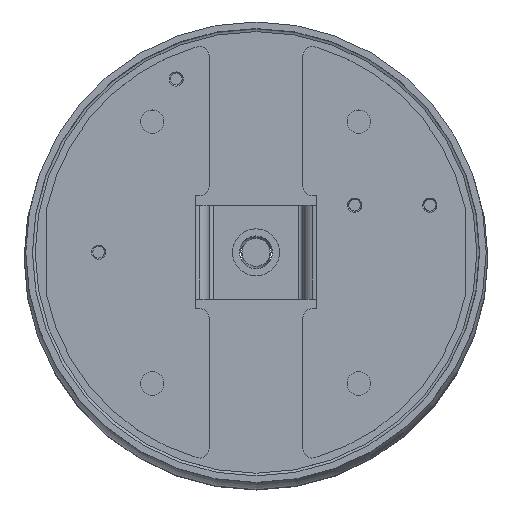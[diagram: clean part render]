
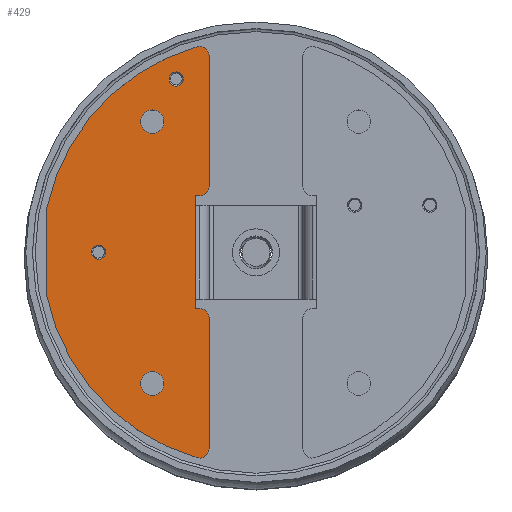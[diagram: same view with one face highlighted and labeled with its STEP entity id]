
A CAD part, top view. The second image highlights one B-rep face of the part: STEP entity #429.
In plain terms, the highlighted planar face has unit normal (0, 0, 1).
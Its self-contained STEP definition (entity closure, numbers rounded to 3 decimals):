
#117=LINE('',#3090,#201);
#118=LINE('',#3095,#202);
#119=LINE('',#3097,#203);
#120=LINE('',#3098,#204);
#121=LINE('',#3099,#205);
#122=LINE('',#3101,#206);
#123=LINE('',#3105,#207);
#124=LINE('',#3111,#208);
#201=VECTOR('',#2476,1.);
#202=VECTOR('',#2479,1.);
#203=VECTOR('',#2480,1.);
#204=VECTOR('',#2481,1.);
#205=VECTOR('',#2482,1.);
#206=VECTOR('',#2483,1.);
#207=VECTOR('',#2486,1.);
#208=VECTOR('',#2491,1.);
#429=ADVANCED_FACE('',(#624,#625,#626,#627,#628),#545,.T.);
#545=PLANE('',#2072);
#624=FACE_BOUND('',#830,.T.);
#625=FACE_BOUND('',#831,.T.);
#626=FACE_BOUND('',#832,.T.);
#627=FACE_BOUND('',#833,.T.);
#628=FACE_BOUND('',#834,.T.);
#830=EDGE_LOOP('',(#1158));
#831=EDGE_LOOP('',(#1159));
#832=EDGE_LOOP('',(#1160));
#833=EDGE_LOOP('',(#1161));
#834=EDGE_LOOP('',(#1162,#1163,#1164,#1165,#1166,#1167,#1168,#1169,#1170,
#1171,#1172,#1173,#1174,#1175));
#1158=ORIENTED_EDGE('',*,*,#1716,.T.);
#1159=ORIENTED_EDGE('',*,*,#1717,.T.);
#1160=ORIENTED_EDGE('',*,*,#1718,.F.);
#1161=ORIENTED_EDGE('',*,*,#1719,.F.);
#1162=ORIENTED_EDGE('',*,*,#1720,.F.);
#1163=ORIENTED_EDGE('',*,*,#1721,.T.);
#1164=ORIENTED_EDGE('',*,*,#1722,.F.);
#1165=ORIENTED_EDGE('',*,*,#1723,.F.);
#1166=ORIENTED_EDGE('',*,*,#1724,.T.);
#1167=ORIENTED_EDGE('',*,*,#1725,.F.);
#1168=ORIENTED_EDGE('',*,*,#1726,.F.);
#1169=ORIENTED_EDGE('',*,*,#1727,.T.);
#1170=ORIENTED_EDGE('',*,*,#1728,.F.);
#1171=ORIENTED_EDGE('',*,*,#1729,.T.);
#1172=ORIENTED_EDGE('',*,*,#1730,.F.);
#1173=ORIENTED_EDGE('',*,*,#1731,.F.);
#1174=ORIENTED_EDGE('',*,*,#1732,.F.);
#1175=ORIENTED_EDGE('',*,*,#1733,.T.);
#1459=VERTEX_POINT('',#2919);
#1476=VERTEX_POINT('',#2953);
#1525=VERTEX_POINT('',#3083);
#1526=VERTEX_POINT('',#3085);
#1527=VERTEX_POINT('',#3087);
#1528=VERTEX_POINT('',#3089);
#1529=VERTEX_POINT('',#3091);
#1530=VERTEX_POINT('',#3092);
#1531=VERTEX_POINT('',#3094);
#1532=VERTEX_POINT('',#3096);
#1533=VERTEX_POINT('',#3100);
#1534=VERTEX_POINT('',#3102);
#1535=VERTEX_POINT('',#3104);
#1536=VERTEX_POINT('',#3106);
#1537=VERTEX_POINT('',#3108);
#1538=VERTEX_POINT('',#3110);
#1539=VERTEX_POINT('',#3112);
#1540=VERTEX_POINT('',#3114);
#1716=EDGE_CURVE('',#1525,#1525,#1891,.T.);
#1717=EDGE_CURVE('',#1526,#1526,#1892,.T.);
#1718=EDGE_CURVE('',#1527,#1527,#1893,.T.);
#1719=EDGE_CURVE('',#1528,#1528,#1894,.T.);
#1720=EDGE_CURVE('',#1529,#1530,#117,.T.);
#1721=EDGE_CURVE('',#1529,#1531,#1895,.T.);
#1722=EDGE_CURVE('',#1532,#1531,#118,.T.);
#1723=EDGE_CURVE('',#1476,#1532,#119,.T.);
#1724=EDGE_CURVE('',#1476,#1459,#120,.T.);
#1725=EDGE_CURVE('',#1533,#1459,#121,.T.);
#1726=EDGE_CURVE('',#1534,#1533,#122,.T.);
#1727=EDGE_CURVE('',#1534,#1535,#1896,.T.);
#1728=EDGE_CURVE('',#1536,#1535,#123,.T.);
#1729=EDGE_CURVE('',#1536,#1537,#1897,.T.);
#1730=EDGE_CURVE('',#1538,#1537,#1898,.T.);
#1731=EDGE_CURVE('',#1539,#1538,#124,.T.);
#1732=EDGE_CURVE('',#1540,#1539,#1899,.T.);
#1733=EDGE_CURVE('',#1540,#1530,#1900,.T.);
#1891=CIRCLE('',#2062,1.5);
#1892=CIRCLE('',#2063,1.5);
#1893=CIRCLE('',#2064,2.5);
#1894=CIRCLE('',#2065,2.5);
#1895=CIRCLE('',#2066,2.);
#1896=CIRCLE('',#2067,2.);
#1897=CIRCLE('',#2068,2.);
#1898=CIRCLE('',#2069,45.5);
#1899=CIRCLE('',#2070,45.5);
#1900=CIRCLE('',#2071,2.);
#2062=AXIS2_PLACEMENT_3D('',#3082,#2468,#2469);
#2063=AXIS2_PLACEMENT_3D('',#3084,#2470,#2471);
#2064=AXIS2_PLACEMENT_3D('',#3086,#2472,#2473);
#2065=AXIS2_PLACEMENT_3D('',#3088,#2474,#2475);
#2066=AXIS2_PLACEMENT_3D('',#3093,#2477,#2478);
#2067=AXIS2_PLACEMENT_3D('',#3103,#2484,#2485);
#2068=AXIS2_PLACEMENT_3D('',#3107,#2487,#2488);
#2069=AXIS2_PLACEMENT_3D('',#3109,#2489,#2490);
#2070=AXIS2_PLACEMENT_3D('',#3113,#2492,#2493);
#2071=AXIS2_PLACEMENT_3D('',#3115,#2494,#2495);
#2072=AXIS2_PLACEMENT_3D('',#3116,#2496,#2497);
#2468=DIRECTION('',(0.,0.,-1.));
#2469=DIRECTION('',(1.,0.,0.));
#2470=DIRECTION('',(0.,0.,-1.));
#2471=DIRECTION('',(1.,0.,0.));
#2472=DIRECTION('',(0.,0.,1.));
#2473=DIRECTION('',(-1.,0.,0.));
#2474=DIRECTION('',(0.,0.,1.));
#2475=DIRECTION('',(-1.,0.,0.));
#2476=DIRECTION('',(0.,-1.,0.));
#2477=DIRECTION('',(0.,0.,1.));
#2478=DIRECTION('',(1.,0.,0.));
#2479=DIRECTION('',(1.,0.,0.));
#2480=DIRECTION('',(0.,-1.,0.));
#2481=DIRECTION('',(0.,1.,0.));
#2482=DIRECTION('',(0.,-1.,0.));
#2483=DIRECTION('',(-1.,0.,0.));
#2484=DIRECTION('',(0.,0.,1.));
#2485=DIRECTION('',(1.,0.,0.));
#2486=DIRECTION('',(0.,-1.,0.));
#2487=DIRECTION('',(0.,0.,1.));
#2488=DIRECTION('',(1.,0.,0.));
#2489=DIRECTION('',(0.,0.,-1.));
#2490=DIRECTION('',(1.,0.,0.));
#2491=DIRECTION('',(0.,1.,0.));
#2492=DIRECTION('',(0.,0.,-1.));
#2493=DIRECTION('',(1.,0.,0.));
#2494=DIRECTION('',(0.,0.,1.));
#2495=DIRECTION('',(1.,0.,0.));
#2496=DIRECTION('',(0.,0.,1.));
#2497=DIRECTION('',(1.,0.,0.));
#2919=CARTESIAN_POINT('',(-12.9,10.,704.25));
#2953=CARTESIAN_POINT('',(-12.9,-10.,704.25));
#3082=CARTESIAN_POINT('',(-17.,36.86,704.25));
#3083=CARTESIAN_POINT('',(-15.5,36.86,704.25));
#3084=CARTESIAN_POINT('',(-33.5,0.,704.25));
#3085=CARTESIAN_POINT('',(-32.,0.,704.25));
#3086=CARTESIAN_POINT('',(-22.09,-27.95,704.25));
#3087=CARTESIAN_POINT('',(-24.59,-27.95,704.25));
#3088=CARTESIAN_POINT('',(-22.09,27.77,704.25));
#3089=CARTESIAN_POINT('',(-24.59,27.77,704.25));
#3090=CARTESIAN_POINT('',(-10.,-12.,704.25));
#3091=CARTESIAN_POINT('',(-10.,-14.,704.25));
#3092=CARTESIAN_POINT('',(-10.,-41.812,704.25));
#3093=CARTESIAN_POINT('',(-12.,-14.,704.25));
#3094=CARTESIAN_POINT('',(-12.,-12.,704.25));
#3095=CARTESIAN_POINT('',(-12.9,-12.,704.25));
#3096=CARTESIAN_POINT('',(-12.9,-12.,704.25));
#3097=CARTESIAN_POINT('',(-12.9,12.,704.25));
#3098=CARTESIAN_POINT('',(-12.9,-10.,704.25));
#3099=CARTESIAN_POINT('',(-12.9,12.,704.25));
#3100=CARTESIAN_POINT('',(-12.9,12.,704.25));
#3101=CARTESIAN_POINT('',(-10.,12.,704.25));
#3102=CARTESIAN_POINT('',(-12.,12.,704.25));
#3103=CARTESIAN_POINT('',(-12.,14.,704.25));
#3104=CARTESIAN_POINT('',(-10.,14.,704.25));
#3105=CARTESIAN_POINT('',(-10.,44.387,704.25));
#3106=CARTESIAN_POINT('',(-10.,41.812,704.25));
#3107=CARTESIAN_POINT('',(-12.,41.812,704.25));
#3108=CARTESIAN_POINT('',(-12.552,43.734,704.25));
#3109=CARTESIAN_POINT('',(0.,0.,
704.25));
#3110=CARTESIAN_POINT('',(-44.5,9.487,704.25));
#3111=CARTESIAN_POINT('',(-44.5,-9.487,704.25));
#3112=CARTESIAN_POINT('',(-44.5,-9.487,704.25));
#3113=CARTESIAN_POINT('',(0.,0.,
704.25));
#3114=CARTESIAN_POINT('',(-12.552,-43.734,704.25));
#3115=CARTESIAN_POINT('',(-12.,-41.812,704.25));
#3116=CARTESIAN_POINT('',(-10.,-10.,704.25));
